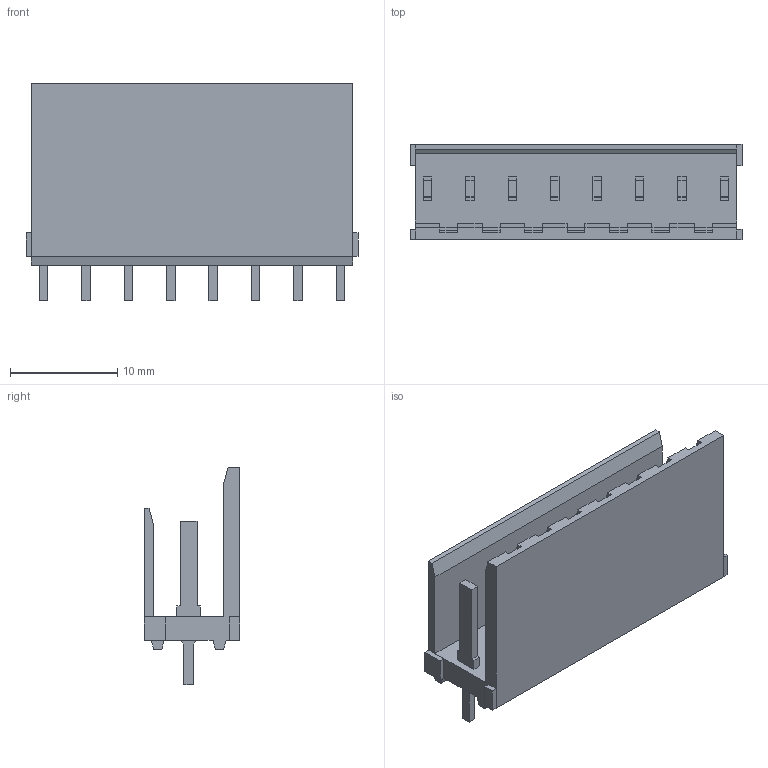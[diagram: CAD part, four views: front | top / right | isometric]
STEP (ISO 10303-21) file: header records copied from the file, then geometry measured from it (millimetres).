
FILE_DESCRIPTION((''),'2;1');
FILE_NAME('TYCO_280612-2.stp','2014-06-25T18:03:34',(''),(''),'Mechanical Desktop 2011','Mechanical Desktop 2011',', , ');
FILE_SCHEMA(('AUTOMOTIVE_DESIGN { 1 2 10303 214 1 1 1 1 }'));
Length unit declared in the file: millimetre
Products named in the file (1): Product
Bounding box: 31 x 8.92 x 20.32 mm (x, y, z)
Volume: 1506.6 mm3; surface area: 2964 mm2
Topology: 21 solids, 21 shells, 265 faces, 669 edges, 446 vertices
Faces by surface type: plane 265
Entity records: 7822 total; most frequent: CARTESIAN_POINT 1381, ORIENTED_EDGE 1338, DIRECTION 1201, VECTOR 669, LINE 669, EDGE_CURVE 669, VERTEX_POINT 446, AXIS2_PLACEMENT_3D 266
